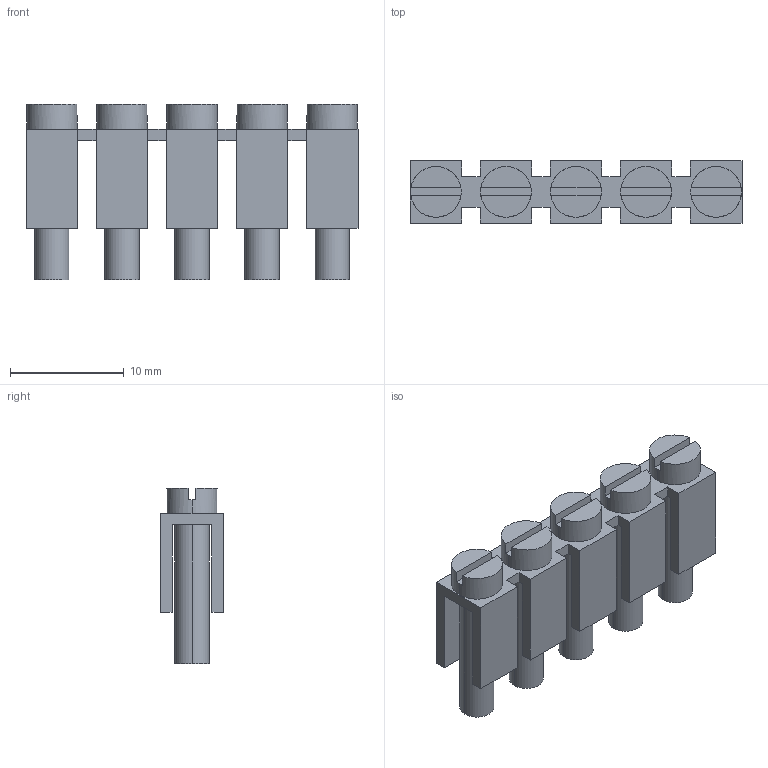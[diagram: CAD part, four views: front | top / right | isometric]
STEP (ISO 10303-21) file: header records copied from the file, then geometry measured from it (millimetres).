
FILE_DESCRIPTION(('Creo Elements/Direct Modeling STEP Export'),'2;1');
FILE_NAME('model.stp','2018-02-09T 7:25:42',(''),(''),'Creo Elements/Direct Modeling STEP processor for AP214 (Solid Model)','Creo Elements/Direct Modeling 18.1I 14-Aug-2016 (C) Parametric Technology GmbH','');
FILE_SCHEMA(('AUTOMOTIVE_DESIGN { 1 0 10303 214 1 1 1 1 }'));
Length unit declared in the file: millimetre
Products named in the file (2): FB_5-6-select
Assembly tree (1 placements, depth 2):
  FB_5-6-select
    FB_5-6-select
Bounding box: 29.15 x 5.5 x 15.4 mm (x, y, z)
Volume: 1079.5 mm3; surface area: 1996.8 mm2
Topology: 1 solids, 1 shells, 108 faces, 288 edges, 192 vertices
Faces by surface type: plane 88, cylinder 20
Entity records: 3983 total; most frequent: ORIENTED_EDGE 576, CARTESIAN_POINT 532, DIRECTION 464, EDGE_CURVE 288, VECTOR 216, LINE 216, VERTEX_POINT 192, AXIS2_PLACEMENT_3D 124
